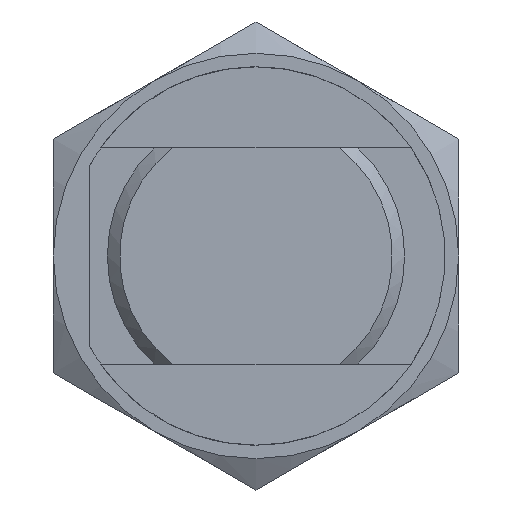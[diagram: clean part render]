
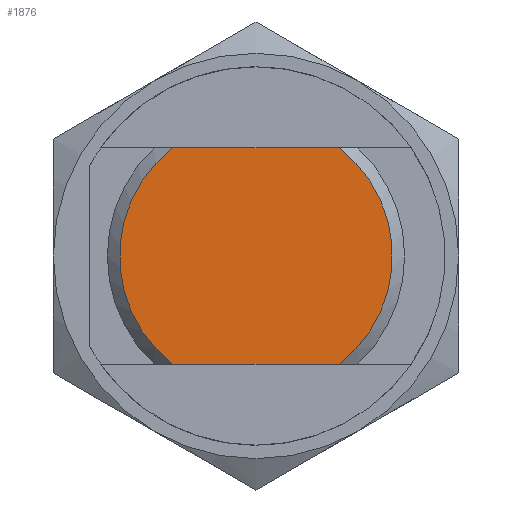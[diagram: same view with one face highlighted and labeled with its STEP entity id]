
A CAD part, front view. The second image highlights one B-rep face of the part: STEP entity #1876.
In plain terms, the highlighted planar face has unit normal (0, -1, 0).
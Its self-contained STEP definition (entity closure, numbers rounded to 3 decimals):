
#148=LINE('',#2794,#198);
#149=LINE('',#2798,#199);
#198=VECTOR('',#2311,1000.);
#199=VECTOR('',#2314,1000.);
#454=ORIENTED_EDGE('',*,*,#691,.F.);
#455=ORIENTED_EDGE('',*,*,#692,.T.);
#456=ORIENTED_EDGE('',*,*,#693,.F.);
#457=ORIENTED_EDGE('',*,*,#694,.T.);
#691=EDGE_CURVE('',#821,#822,#903,.T.);
#692=EDGE_CURVE('',#821,#823,#148,.T.);
#693=EDGE_CURVE('',#824,#823,#904,.T.);
#694=EDGE_CURVE('',#824,#822,#149,.T.);
#821=VERTEX_POINT('',#2792);
#822=VERTEX_POINT('',#2793);
#823=VERTEX_POINT('',#2795);
#824=VERTEX_POINT('',#2797);
#903=CIRCLE('',#2017,10.1);
#904=CIRCLE('',#2018,10.1);
#998=EDGE_LOOP('',(#454,#455,#456,#457));
#1114=FACE_BOUND('',#998,.T.);
#1185=PLANE('',#2016);
#1876=ADVANCED_FACE('',(#1114),#1185,.T.);
#2016=AXIS2_PLACEMENT_3D('',#2790,#2307,#2308);
#2017=AXIS2_PLACEMENT_3D('',#2791,#2309,#2310);
#2018=AXIS2_PLACEMENT_3D('',#2796,#2312,#2313);
#2307=DIRECTION('',(0.,-1.,0.));
#2308=DIRECTION('',(0.,0.,-1.));
#2309=DIRECTION('',(0.,1.,0.));
#2310=DIRECTION('',(-1.,0.,0.));
#2311=DIRECTION('',(1.,0.,0.));
#2312=DIRECTION('',(0.,1.,0.));
#2313=DIRECTION('',(1.,0.,0.));
#2314=DIRECTION('',(-1.,0.,0.));
#2790=CARTESIAN_POINT('',(-5.5,0.,0.));
#2791=CARTESIAN_POINT('',(0.,0.,0.));
#2792=CARTESIAN_POINT('',(-6.165,0.,-8.));
#2793=CARTESIAN_POINT('',(-6.165,0.,8.));
#2794=CARTESIAN_POINT('',(-6.165,0.,-8.));
#2795=CARTESIAN_POINT('',(6.165,0.,-8.));
#2796=CARTESIAN_POINT('',(0.,0.,0.));
#2797=CARTESIAN_POINT('',(6.165,0.,8.));
#2798=CARTESIAN_POINT('',(6.165,0.,8.));
